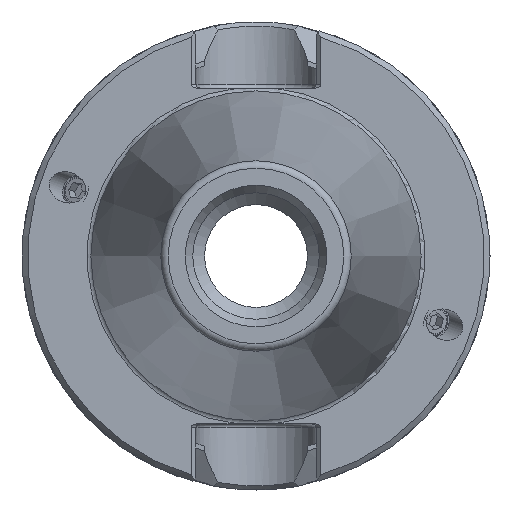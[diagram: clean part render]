
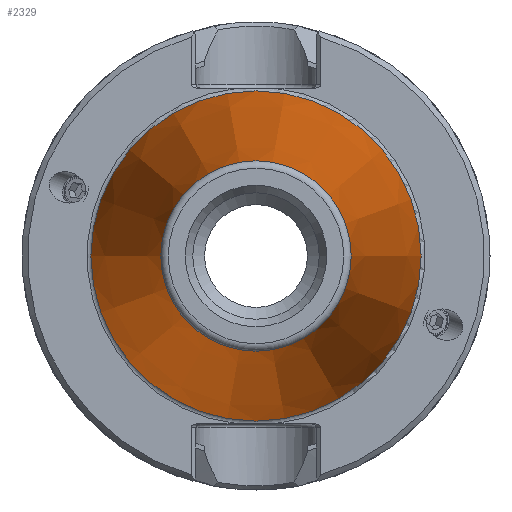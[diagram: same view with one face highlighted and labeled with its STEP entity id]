
A CAD part, left-side view. The second image highlights one B-rep face of the part: STEP entity #2329.
In plain terms, the highlighted conical face has half-angle 8.297 degrees and reference radius 17.456 mm.
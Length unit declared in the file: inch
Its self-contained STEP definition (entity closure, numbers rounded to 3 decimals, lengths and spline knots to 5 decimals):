
#2146=CARTESIAN_POINT('',(0.00001,0.875,0.0));
#2147=VERTEX_POINT('',#2146);
#2148=CARTESIAN_POINT('',(0.00001,0.0,0.0));
#2149=DIRECTION('',(-1.0,0.,0.0));
#2150=DIRECTION('',(0.,1.0,0.0));
#2151=AXIS2_PLACEMENT_3D('',#2148,#2149,#2150);
#2152=CIRCLE('',#2151,0.875);
#2153=EDGE_CURVE('',#2147,#2147,#2152,.T.);
#2294=CARTESIAN_POINT('',(-2.54077,0.50448,0.));
#2295=VERTEX_POINT('',#2294);
#2296=CARTESIAN_POINT('',(-2.54077,0.,0.));
#2297=DIRECTION('',(-1.0,0.0,0.0));
#2298=DIRECTION('',(0.0,-1.0,0.0));
#2299=AXIS2_PLACEMENT_3D('',#2296,#2297,#2298);
#2300=CIRCLE('',#2299,0.50448);
#2301=EDGE_CURVE('',#2295,#2295,#2300,.T.);
#2318=CARTESIAN_POINT('',(-1.2875,0.0,0.0));
#2319=DIRECTION('',(1.0,0.0,0.0));
#2320=DIRECTION('',(0.,1.0,0.0));
#2321=AXIS2_PLACEMENT_3D('',#2318,#2319,#2320);
#2322=CONICAL_SURFACE('',#2321,0.68724,8.297);
#2323=ORIENTED_EDGE('',*,*,#2153,.T.);
#2324=EDGE_LOOP('',(#2323));
#2325=FACE_OUTER_BOUND('',#2324,.T.);
#2326=ORIENTED_EDGE('',*,*,#2301,.F.);
#2327=EDGE_LOOP('',(#2326));
#2328=FACE_BOUND('',#2327,.T.);
#2329=ADVANCED_FACE('',(#2325,#2328),#2322,.T.);
